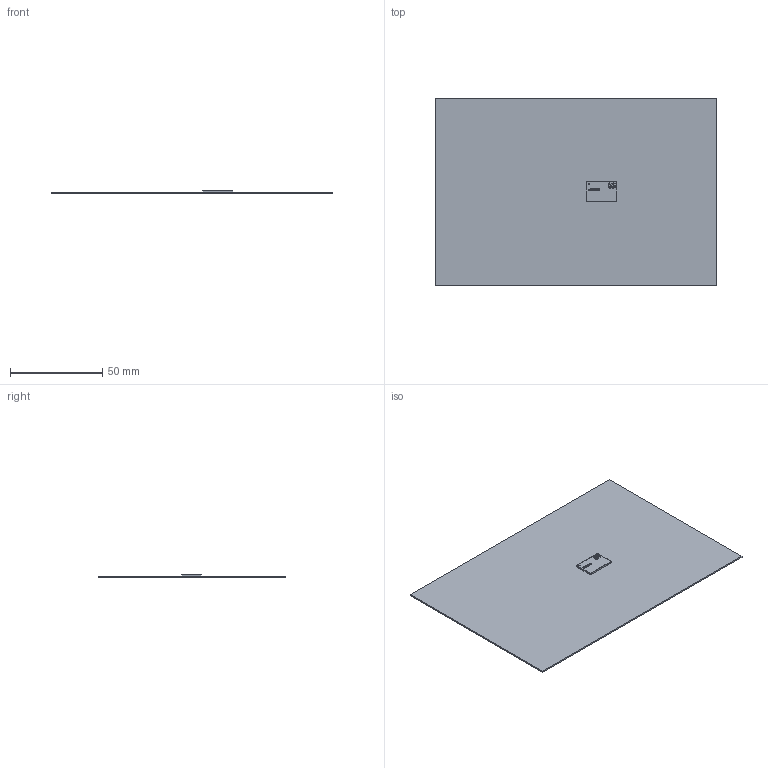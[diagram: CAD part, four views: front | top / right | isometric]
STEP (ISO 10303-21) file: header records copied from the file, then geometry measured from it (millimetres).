
FILE_DESCRIPTION(('Open CASCADE Model'),'2;1');
FILE_NAME('Open CASCADE Shape Model','2019-04-11T10:02:25',('Author'),( 'Open CASCADE'),'Open CASCADE STEP processor 6.8','Open CASCADE 6.8' ,'Unknown');
FILE_SCHEMA(('AUTOMOTIVE_DESIGN { 1 0 10303 214 1 1 1 1 }'));
Length unit declared in the file: millimetre
Products named in the file (7): PCB; Board; Open CASCADE STEP translator 6.8 2.1.1; M1; nRF9160
Assembly tree (6 placements, depth 3):
  PCB
    Board
      Open CASCADE STEP translator 6.8 2.1.1
    M1
      nRF9160
      nRF9160
      nRF9160
Bounding box: 152.4 x 101.6 x 1.61 mm (x, y, z)
Volume: 12113.5 mm3; surface area: 32454.2 mm2
Topology: 4 solids, 4 shells, 235 faces, 621 edges, 414 vertices
Faces by surface type: plane 125, extrusion 109, cylinder 1
Full cylindrical faces by diameter (mm): 0.74 x1
Entity records: 9082 total; most frequent: CARTESIAN_POINT 1932, ORIENTED_EDGE 1242, DIRECTION 779, EDGE_CURVE 621, VECTOR 509, VERTEX_POINT 414, LINE 400, B_SPLINE_CURVE_WITH_KNOTS 328
